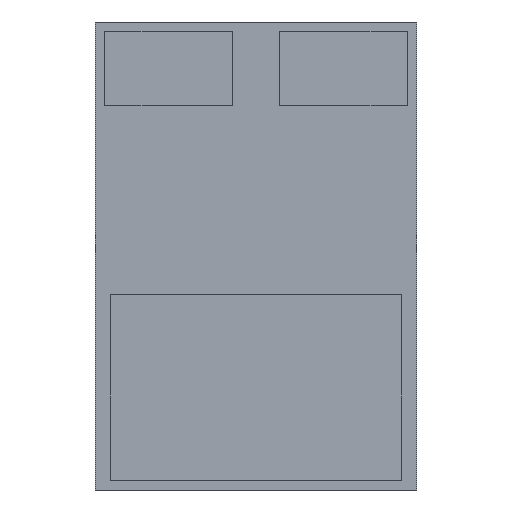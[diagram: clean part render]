
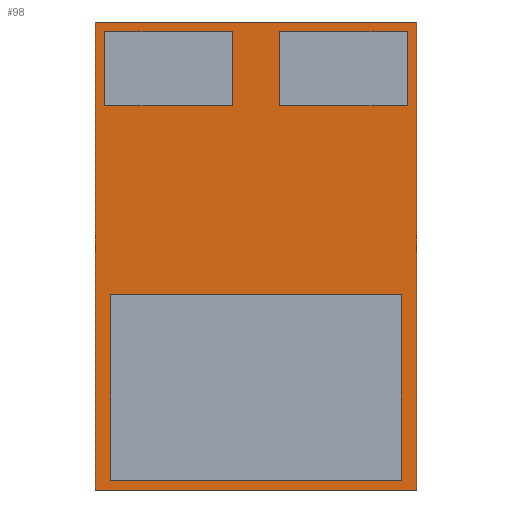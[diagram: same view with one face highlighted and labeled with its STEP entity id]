
A CAD part, front view. The second image highlights one B-rep face of the part: STEP entity #98.
In plain terms, the highlighted planar face has unit normal (0, -1, 0).
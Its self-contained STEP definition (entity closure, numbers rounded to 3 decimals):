
#2 = EDGE_CURVE ( 'NONE', #389, #1116, #814, .T. ) ;
#3 = CARTESIAN_POINT ( 'NONE',  ( -0.23, -0.265, 1.48 ) ) ;
#10 = VERTEX_POINT ( 'NONE', #1013 ) ;
#11 = VECTOR ( 'NONE', #1087, 1000. ) ;
#15 = DIRECTION ( 'NONE',  ( 0., 0., 1. ) ) ;
#18 = DIRECTION ( 'NONE',  ( 0., 0., -1. ) ) ;
#19 = VERTEX_POINT ( 'NONE', #475 ) ;
#25 = CARTESIAN_POINT ( 'NONE',  ( -1.43, -0.265, -0.38 ) ) ;
#34 = LINE ( 'NONE', #404, #736 ) ;
#40 = ORIENTED_EDGE ( 'NONE', *, *, #512, .F. ) ;
#48 = CARTESIAN_POINT ( 'NONE',  ( 1.585, -0.265, -2.305 ) ) ;
#49 = LINE ( 'NONE', #585, #245 ) ;
#57 = VECTOR ( 'NONE', #1026, 1000. ) ;
#62 = ORIENTED_EDGE ( 'NONE', *, *, #158, .F. ) ;
#92 = CARTESIAN_POINT ( 'NONE',  ( -1.49, -0.265, 2.21 ) ) ;
#98 = ADVANCED_FACE ( 'NONE', ( #134, #496, #928, #844 ), #223, .F. ) ;
#116 = ORIENTED_EDGE ( 'NONE', *, *, #710, .F. ) ;
#120 = DIRECTION ( 'NONE',  ( 0., 0., -1. ) ) ;
#126 = VECTOR ( 'NONE', #726, 1000. ) ;
#134 = FACE_BOUND ( 'NONE', #486, .T. ) ;
#144 = VECTOR ( 'NONE', #120, 1000. ) ;
#158 = EDGE_CURVE ( 'NONE', #377, #765, #325, .T. ) ;
#173 = LINE ( 'NONE', #441, #879 ) ;
#201 = VERTEX_POINT ( 'NONE', #518 ) ;
#203 = CARTESIAN_POINT ( 'NONE',  ( -1.43, -0.265, -0.38 ) ) ;
#211 = CARTESIAN_POINT ( 'NONE',  ( 1.585, -0.265, -2.305 ) ) ;
#214 = DIRECTION ( 'NONE',  ( 0., 1., 0. ) ) ;
#223 = PLANE ( 'NONE',  #310 ) ;
#245 = VECTOR ( 'NONE', #246, 1000. ) ;
#246 = DIRECTION ( 'NONE',  ( 0., 0., 1. ) ) ;
#258 = ORIENTED_EDGE ( 'NONE', *, *, #1025, .F. ) ;
#260 = DIRECTION ( 'NONE',  ( 0., 0., 1. ) ) ;
#271 = CARTESIAN_POINT ( 'NONE',  ( -1.585, -0.265, 2.305 ) ) ;
#288 = VERTEX_POINT ( 'NONE', #976 ) ;
#292 = EDGE_CURVE ( 'NONE', #659, #201, #49, .T. ) ;
#310 = AXIS2_PLACEMENT_3D ( 'NONE', #571, #214, #406 ) ;
#314 = CARTESIAN_POINT ( 'NONE',  ( -1.49, -0.265, 2.21 ) ) ;
#316 = EDGE_CURVE ( 'NONE', #878, #288, #430, .T. ) ;
#324 = VECTOR ( 'NONE', #903, 1000. ) ;
#325 = LINE ( 'NONE', #860, #57 ) ;
#331 = VECTOR ( 'NONE', #804, 1000. ) ;
#356 = VECTOR ( 'NONE', #260, 1000. ) ;
#358 = CARTESIAN_POINT ( 'NONE',  ( 1.585, -0.265, 2.305 ) ) ;
#377 = VERTEX_POINT ( 'NONE', #677 ) ;
#389 = VERTEX_POINT ( 'NONE', #514 ) ;
#404 = CARTESIAN_POINT ( 'NONE',  ( 0.23, -0.265, 2.21 ) ) ;
#406 = DIRECTION ( 'NONE',  ( 0., 0., 1. ) ) ;
#408 = LINE ( 'NONE', #749, #981 ) ;
#430 = LINE ( 'NONE', #1138, #734 ) ;
#441 = CARTESIAN_POINT ( 'NONE',  ( -1.585, -0.265, -2.305 ) ) ;
#474 = CARTESIAN_POINT ( 'NONE',  ( 0.23, -0.265, 2.21 ) ) ;
#475 = CARTESIAN_POINT ( 'NONE',  ( -1.585, -0.265, 2.305 ) ) ;
#480 = ORIENTED_EDGE ( 'NONE', *, *, #292, .F. ) ;
#486 = EDGE_LOOP ( 'NONE', ( #704, #62, #544, #913 ) ) ;
#496 = FACE_OUTER_BOUND ( 'NONE', #693, .T. ) ;
#501 = DIRECTION ( 'NONE',  ( 0., 0., 1. ) ) ;
#512 = EDGE_CURVE ( 'NONE', #19, #577, #1052, .T. ) ;
#514 = CARTESIAN_POINT ( 'NONE',  ( -1.49, -0.265, 1.48 ) ) ;
#518 = CARTESIAN_POINT ( 'NONE',  ( 1.43, -0.265, -0.38 ) ) ;
#519 = ORIENTED_EDGE ( 'NONE', *, *, #316, .F. ) ;
#531 = LINE ( 'NONE', #203, #331 ) ;
#539 = ORIENTED_EDGE ( 'NONE', *, *, #2, .F. ) ;
#544 = ORIENTED_EDGE ( 'NONE', *, *, #1137, .F. ) ;
#547 = CARTESIAN_POINT ( 'NONE',  ( 1.49, -0.265, 2.21 ) ) ;
#549 = CARTESIAN_POINT ( 'NONE',  ( -0.23, -0.265, 2.21 ) ) ;
#552 = ORIENTED_EDGE ( 'NONE', *, *, #583, .F. ) ;
#553 = ORIENTED_EDGE ( 'NONE', *, *, #848, .F. ) ;
#571 = CARTESIAN_POINT ( 'NONE',  ( 0., -0.265, 0. ) ) ;
#572 = EDGE_LOOP ( 'NONE', ( #480, #116, #519, #1012 ) ) ;
#574 = EDGE_CURVE ( 'NONE', #765, #1027, #694, .T. ) ;
#577 = VERTEX_POINT ( 'NONE', #358 ) ;
#583 = EDGE_CURVE ( 'NONE', #636, #389, #623, .T. ) ;
#585 = CARTESIAN_POINT ( 'NONE',  ( 1.43, -0.265, -0.38 ) ) ;
#603 = VECTOR ( 'NONE', #888, 1000. ) ;
#604 = VECTOR ( 'NONE', #1011, 1000. ) ;
#623 = LINE ( 'NONE', #92, #603 ) ;
#636 = VERTEX_POINT ( 'NONE', #314 ) ;
#659 = VERTEX_POINT ( 'NONE', #1017 ) ;
#668 = DIRECTION ( 'NONE',  ( 0., 0., -1. ) ) ;
#677 = CARTESIAN_POINT ( 'NONE',  ( 0.23, -0.265, 1.48 ) ) ;
#691 = EDGE_CURVE ( 'NONE', #1027, #1157, #34, .T. ) ;
#693 = EDGE_LOOP ( 'NONE', ( #764, #40, #258, #553 ) ) ;
#694 = LINE ( 'NONE', #798, #356 ) ;
#704 = ORIENTED_EDGE ( 'NONE', *, *, #574, .F. ) ;
#710 = EDGE_CURVE ( 'NONE', #288, #659, #740, .T. ) ;
#711 = EDGE_LOOP ( 'NONE', ( #946, #539, #552, #926 ) ) ;
#726 = DIRECTION ( 'NONE',  ( -1., 0., 0. ) ) ;
#734 = VECTOR ( 'NONE', #668, 1000. ) ;
#736 = VECTOR ( 'NONE', #1106, 1000. ) ;
#740 = LINE ( 'NONE', #1117, #604 ) ;
#741 = CARTESIAN_POINT ( 'NONE',  ( 0.23, -0.265, 2.21 ) ) ;
#742 = VERTEX_POINT ( 'NONE', #549 ) ;
#749 = CARTESIAN_POINT ( 'NONE',  ( -0.23, -0.265, 2.21 ) ) ;
#764 = ORIENTED_EDGE ( 'NONE', *, *, #1154, .F. ) ;
#765 = VERTEX_POINT ( 'NONE', #1041 ) ;
#768 = VERTEX_POINT ( 'NONE', #48 ) ;
#796 = DIRECTION ( 'NONE',  ( -1., 0., 0. ) ) ;
#798 = CARTESIAN_POINT ( 'NONE',  ( 1.49, -0.265, 2.21 ) ) ;
#804 = DIRECTION ( 'NONE',  ( -1., 0., 0. ) ) ;
#814 = LINE ( 'NONE', #3, #11 ) ;
#823 = CARTESIAN_POINT ( 'NONE',  ( -1.585, -0.265, -2.305 ) ) ;
#844 = FACE_BOUND ( 'NONE', #711, .T. ) ;
#848 = EDGE_CURVE ( 'NONE', #768, #10, #173, .T. ) ;
#860 = CARTESIAN_POINT ( 'NONE',  ( 0.23, -0.265, 1.48 ) ) ;
#873 = VECTOR ( 'NONE', #18, 1000. ) ;
#878 = VERTEX_POINT ( 'NONE', #25 ) ;
#879 = VECTOR ( 'NONE', #796, 1000. ) ;
#888 = DIRECTION ( 'NONE',  ( 0., 0., -1. ) ) ;
#903 = DIRECTION ( 'NONE',  ( 1., 0., 0. ) ) ;
#909 = CARTESIAN_POINT ( 'NONE',  ( -0.23, -0.265, 1.48 ) ) ;
#913 = ORIENTED_EDGE ( 'NONE', *, *, #691, .F. ) ;
#926 = ORIENTED_EDGE ( 'NONE', *, *, #1097, .F. ) ;
#928 = FACE_BOUND ( 'NONE', #572, .T. ) ;
#945 = LINE ( 'NONE', #211, #144 ) ;
#946 = ORIENTED_EDGE ( 'NONE', *, *, #954, .F. ) ;
#954 = EDGE_CURVE ( 'NONE', #1116, #742, #408, .T. ) ;
#976 = CARTESIAN_POINT ( 'NONE',  ( -1.43, -0.265, -2.21 ) ) ;
#981 = VECTOR ( 'NONE', #501, 1000. ) ;
#1004 = EDGE_CURVE ( 'NONE', #201, #878, #531, .T. ) ;
#1011 = DIRECTION ( 'NONE',  ( 1., 0., 0. ) ) ;
#1012 = ORIENTED_EDGE ( 'NONE', *, *, #1004, .F. ) ;
#1013 = CARTESIAN_POINT ( 'NONE',  ( -1.585, -0.265, -2.305 ) ) ;
#1017 = CARTESIAN_POINT ( 'NONE',  ( 1.43, -0.265, -2.21 ) ) ;
#1025 = EDGE_CURVE ( 'NONE', #10, #19, #1162, .T. ) ;
#1026 = DIRECTION ( 'NONE',  ( 1., 0., 0. ) ) ;
#1027 = VERTEX_POINT ( 'NONE', #547 ) ;
#1041 = CARTESIAN_POINT ( 'NONE',  ( 1.49, -0.265, 1.48 ) ) ;
#1051 = VECTOR ( 'NONE', #15, 1000. ) ;
#1052 = LINE ( 'NONE', #271, #324 ) ;
#1074 = LINE ( 'NONE', #1078, #126 ) ;
#1078 = CARTESIAN_POINT ( 'NONE',  ( -0.23, -0.265, 2.21 ) ) ;
#1087 = DIRECTION ( 'NONE',  ( 1., 0., 0. ) ) ;
#1093 = LINE ( 'NONE', #474, #873 ) ;
#1097 = EDGE_CURVE ( 'NONE', #742, #636, #1074, .T. ) ;
#1106 = DIRECTION ( 'NONE',  ( -1., 0., 0. ) ) ;
#1116 = VERTEX_POINT ( 'NONE', #909 ) ;
#1117 = CARTESIAN_POINT ( 'NONE',  ( -1.43, -0.265, -2.21 ) ) ;
#1137 = EDGE_CURVE ( 'NONE', #1157, #377, #1093, .T. ) ;
#1138 = CARTESIAN_POINT ( 'NONE',  ( -1.43, -0.265, -0.38 ) ) ;
#1154 = EDGE_CURVE ( 'NONE', #577, #768, #945, .T. ) ;
#1157 = VERTEX_POINT ( 'NONE', #741 ) ;
#1162 = LINE ( 'NONE', #823, #1051 ) ;
